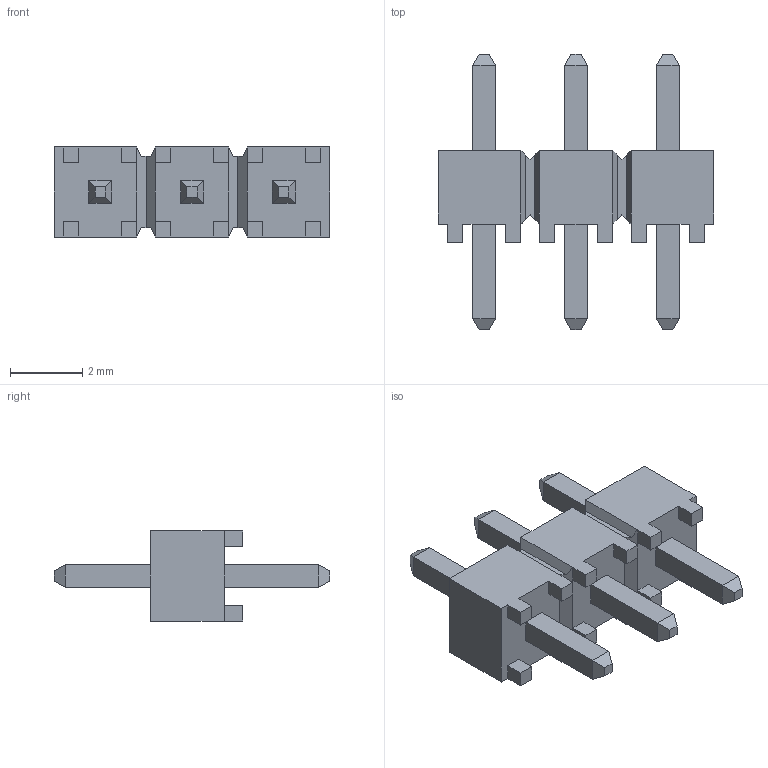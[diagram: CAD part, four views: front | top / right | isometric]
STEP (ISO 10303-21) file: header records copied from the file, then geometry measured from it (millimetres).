
FILE_DESCRIPTION(/* description */ ('STEP AP214'),/* implementation_level */ '2;1');
FILE_NAME(/* name */ 'HTSW-103-06-S-S',/* time_stamp */ '2023-10-16T13:20:23+02:00',/* author */ ('License CC BY-ND 4.0'),/* organization */ ('CADENAS'),/* preprocessor_version */ 'ST-DEVELOPER v19.3',/* originating_system */ 'PARTsolutions',/* authorisation */ ' ');
FILE_SCHEMA (('AUTOMOTIVE_DESIGN {1 0 10303 214 3 1 1}'));
Length unit declared in the file: inch
Products named in the file (4): HTSW-103-06-S-S; T-1S6-18-HTSW-1--06-3--S-S2; T-1S6-18-HTSW-1--06-3--S-S; HTSW-103-06-S-S_body
Assembly tree (3 placements, depth 2):
  HTSW-103-06-S-S
    T-1S6-18-HTSW-1--06-3--S-S2
    T-1S6-18-HTSW-1--06-3--S-S
    HTSW-103-06-S-S_body
Bounding box: 7.62 x 7.62 x 2.49 mm (x, y, z)
Volume: 45.3 mm3; surface area: 181.6 mm2
Topology: 3 solids, 3 shells, 160 faces, 396 edges, 248 vertices
Faces by surface type: plane 160
Entity records: 4693 total; most frequent: CARTESIAN_POINT 808, ORIENTED_EDGE 792, DIRECTION 724, EDGE_CURVE 396, LINE 396, VECTOR 396, VERTEX_POINT 248, EDGE_LOOP 172
